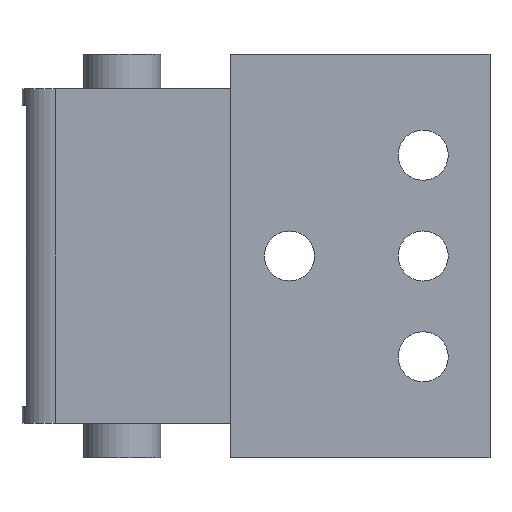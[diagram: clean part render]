
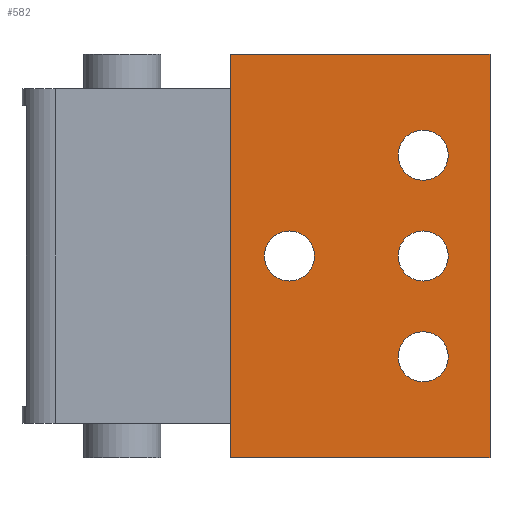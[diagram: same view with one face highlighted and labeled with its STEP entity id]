
A CAD part, front view. The second image highlights one B-rep face of the part: STEP entity #582.
In plain terms, the highlighted planar face has unit normal (0, -1, 0).
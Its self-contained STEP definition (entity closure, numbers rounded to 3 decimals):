
#3 = CARTESIAN_POINT ( 'NONE',  ( 10., -6., -1.5 ) ) ;
#4 = ORIENTED_EDGE ( 'NONE', *, *, #1361, .F. ) ;
#30 = FACE_BOUND ( 'NONE', #677, .T. ) ;
#68 = FACE_BOUND ( 'NONE', #740, .T. ) ;
#79 = DIRECTION ( 'NONE',  ( 0., 1., 0. ) ) ;
#126 = VECTOR ( 'NONE', #1377, 1000. ) ;
#168 = EDGE_LOOP ( 'NONE', ( #850, #1135 ) ) ;
#171 = AXIS2_PLACEMENT_3D ( 'NONE', #876, #1405, #1194 ) ;
#176 = ORIENTED_EDGE ( 'NONE', *, *, #346, .T. ) ;
#195 = LINE ( 'NONE', #958, #126 ) ;
#215 = CARTESIAN_POINT ( 'NONE',  ( 22., -6., -12.065 ) ) ;
#221 = DIRECTION ( 'NONE',  ( 0., 0., 1. ) ) ;
#235 = ORIENTED_EDGE ( 'NONE', *, *, #875, .T. ) ;
#248 = ORIENTED_EDGE ( 'NONE', *, *, #514, .F. ) ;
#250 = ORIENTED_EDGE ( 'NONE', *, *, #741, .T. ) ;
#257 = ORIENTED_EDGE ( 'NONE', *, *, #799, .T. ) ;
#258 = CARTESIAN_POINT ( 'NONE',  ( 10., -6., 0. ) ) ;
#263 = AXIS2_PLACEMENT_3D ( 'NONE', #387, #1285, #629 ) ;
#279 = ORIENTED_EDGE ( 'NONE', *, *, #849, .T. ) ;
#288 = CIRCLE ( 'NONE', #171, 1.5 ) ;
#295 = VERTEX_POINT ( 'NONE', #954 ) ;
#305 = CARTESIAN_POINT ( 'NONE',  ( 22., -6., 12.065 ) ) ;
#331 = DIRECTION ( 'NONE',  ( 0., 1., 0. ) ) ;
#335 = CIRCLE ( 'NONE', #417, 1.5 ) ;
#346 = EDGE_CURVE ( 'NONE', #779, #295, #584, .T. ) ;
#349 = DIRECTION ( 'NONE',  ( 1., 0., 0. ) ) ;
#364 = VERTEX_POINT ( 'NONE', #710 ) ;
#367 = VERTEX_POINT ( 'NONE', #1263 ) ;
#376 = DIRECTION ( 'NONE',  ( 0., 1., 0. ) ) ;
#387 = CARTESIAN_POINT ( 'NONE',  ( 18., -6., 6.033 ) ) ;
#403 = VERTEX_POINT ( 'NONE', #860 ) ;
#415 = PLANE ( 'NONE',  #824 ) ;
#417 = AXIS2_PLACEMENT_3D ( 'NONE', #1041, #1349, #467 ) ;
#425 = CIRCLE ( 'NONE', #793, 1.5 ) ;
#434 = CARTESIAN_POINT ( 'NONE',  ( 18., -6., 0. ) ) ;
#436 = VECTOR ( 'NONE', #732, 1000. ) ;
#438 = ORIENTED_EDGE ( 'NONE', *, *, #1053, .T. ) ;
#450 = VERTEX_POINT ( 'NONE', #851 ) ;
#457 = EDGE_CURVE ( 'NONE', #364, #1372, #1282, .T. ) ;
#466 = VERTEX_POINT ( 'NONE', #493 ) ;
#467 = DIRECTION ( 'NONE',  ( 0., 0., 1. ) ) ;
#470 = CARTESIAN_POINT ( 'NONE',  ( 22., -6., -12.065 ) ) ;
#484 = ORIENTED_EDGE ( 'NONE', *, *, #1400, .T. ) ;
#485 = AXIS2_PLACEMENT_3D ( 'NONE', #434, #1218, #664 ) ;
#493 = CARTESIAN_POINT ( 'NONE',  ( 6.5, -6., 12.065 ) ) ;
#514 = EDGE_CURVE ( 'NONE', #403, #867, #1044, .T. ) ;
#551 = CARTESIAN_POINT ( 'NONE',  ( 18., -6., -4.533 ) ) ;
#582 = ADVANCED_FACE ( 'NONE', ( #68, #902, #1229, #30, #595 ), #415, .F. ) ;
#584 = CIRCLE ( 'NONE', #1039, 1.5 ) ;
#593 = DIRECTION ( 'NONE',  ( 0., 0., 1. ) ) ;
#595 = FACE_OUTER_BOUND ( 'NONE', #1419, .T. ) ;
#598 = EDGE_CURVE ( 'NONE', #1372, #364, #288, .T. ) ;
#619 = LINE ( 'NONE', #215, #1211 ) ;
#623 = CARTESIAN_POINT ( 'NONE',  ( 22., -6., 12.065 ) ) ;
#629 = DIRECTION ( 'NONE',  ( 0., 0., 1. ) ) ;
#664 = DIRECTION ( 'NONE',  ( 0., 0., 1. ) ) ;
#677 = EDGE_LOOP ( 'NONE', ( #438, #235 ) ) ;
#701 = VERTEX_POINT ( 'NONE', #551 ) ;
#710 = CARTESIAN_POINT ( 'NONE',  ( 18., -6., 7.533 ) ) ;
#732 = DIRECTION ( 'NONE',  ( 0., 0., -1. ) ) ;
#740 = EDGE_LOOP ( 'NONE', ( #279, #176 ) ) ;
#741 = EDGE_CURVE ( 'NONE', #450, #869, #1200, .T. ) ;
#761 = CARTESIAN_POINT ( 'NONE',  ( 18., -6., 0. ) ) ;
#765 = CARTESIAN_POINT ( 'NONE',  ( 18., -6., 1.5 ) ) ;
#768 = DIRECTION ( 'NONE',  ( 0., 0., 1. ) ) ;
#777 = CIRCLE ( 'NONE', #1166, 1.5 ) ;
#779 = VERTEX_POINT ( 'NONE', #3 ) ;
#793 = AXIS2_PLACEMENT_3D ( 'NONE', #1109, #331, #221 ) ;
#799 = EDGE_CURVE ( 'NONE', #367, #867, #619, .T. ) ;
#815 = DIRECTION ( 'NONE',  ( 0., 0., -1. ) ) ;
#817 = EDGE_LOOP ( 'NONE', ( #484, #250 ) ) ;
#824 = AXIS2_PLACEMENT_3D ( 'NONE', #305, #1401, #1309 ) ;
#849 = EDGE_CURVE ( 'NONE', #295, #779, #335, .T. ) ;
#850 = ORIENTED_EDGE ( 'NONE', *, *, #457, .T. ) ;
#851 = CARTESIAN_POINT ( 'NONE',  ( 18., -6., -1.5 ) ) ;
#860 = CARTESIAN_POINT ( 'NONE',  ( 22., -6., 12.065 ) ) ;
#867 = VERTEX_POINT ( 'NONE', #470 ) ;
#869 = VERTEX_POINT ( 'NONE', #765 ) ;
#875 = EDGE_CURVE ( 'NONE', #1131, #701, #425, .T. ) ;
#876 = CARTESIAN_POINT ( 'NONE',  ( 18., -6., 6.033 ) ) ;
#902 = FACE_BOUND ( 'NONE', #168, .T. ) ;
#907 = DIRECTION ( 'NONE',  ( 0., 1., 0. ) ) ;
#954 = CARTESIAN_POINT ( 'NONE',  ( 10., -6., 1.5 ) ) ;
#958 = CARTESIAN_POINT ( 'NONE',  ( -6., -6., 12.065 ) ) ;
#963 = CARTESIAN_POINT ( 'NONE',  ( 18., -6., -7.533 ) ) ;
#970 = CARTESIAN_POINT ( 'NONE',  ( 18., -6., 4.533 ) ) ;
#992 = LINE ( 'NONE', #1270, #1161 ) ;
#1025 = CARTESIAN_POINT ( 'NONE',  ( 18., -6., -6.033 ) ) ;
#1039 = AXIS2_PLACEMENT_3D ( 'NONE', #258, #376, #593 ) ;
#1041 = CARTESIAN_POINT ( 'NONE',  ( 10., -6., 0. ) ) ;
#1044 = LINE ( 'NONE', #623, #436 ) ;
#1053 = EDGE_CURVE ( 'NONE', #701, #1131, #777, .T. ) ;
#1094 = ORIENTED_EDGE ( 'NONE', *, *, #1124, .T. ) ;
#1109 = CARTESIAN_POINT ( 'NONE',  ( 18., -6., -6.033 ) ) ;
#1122 = DIRECTION ( 'NONE',  ( 0., 0., 1. ) ) ;
#1124 = EDGE_CURVE ( 'NONE', #466, #367, #992, .T. ) ;
#1131 = VERTEX_POINT ( 'NONE', #963 ) ;
#1135 = ORIENTED_EDGE ( 'NONE', *, *, #598, .T. ) ;
#1161 = VECTOR ( 'NONE', #815, 1000. ) ;
#1166 = AXIS2_PLACEMENT_3D ( 'NONE', #1025, #907, #1122 ) ;
#1194 = DIRECTION ( 'NONE',  ( 0., 0., 1. ) ) ;
#1200 = CIRCLE ( 'NONE', #485, 1.5 ) ;
#1211 = VECTOR ( 'NONE', #349, 1000. ) ;
#1218 = DIRECTION ( 'NONE',  ( 0., 1., 0. ) ) ;
#1229 = FACE_BOUND ( 'NONE', #817, .T. ) ;
#1263 = CARTESIAN_POINT ( 'NONE',  ( 6.5, -6., -12.065 ) ) ;
#1270 = CARTESIAN_POINT ( 'NONE',  ( 6.5, -6., 10. ) ) ;
#1282 = CIRCLE ( 'NONE', #263, 1.5 ) ;
#1284 = AXIS2_PLACEMENT_3D ( 'NONE', #761, #79, #768 ) ;
#1285 = DIRECTION ( 'NONE',  ( 0., 1., 0. ) ) ;
#1309 = DIRECTION ( 'NONE',  ( -1., 0., 0. ) ) ;
#1349 = DIRECTION ( 'NONE',  ( 0., 1., 0. ) ) ;
#1361 = EDGE_CURVE ( 'NONE', #466, #403, #195, .T. ) ;
#1372 = VERTEX_POINT ( 'NONE', #970 ) ;
#1377 = DIRECTION ( 'NONE',  ( 1., 0., 0. ) ) ;
#1400 = EDGE_CURVE ( 'NONE', #869, #450, #1435, .T. ) ;
#1401 = DIRECTION ( 'NONE',  ( 0., 1., 0. ) ) ;
#1405 = DIRECTION ( 'NONE',  ( 0., 1., 0. ) ) ;
#1419 = EDGE_LOOP ( 'NONE', ( #1094, #257, #248, #4 ) ) ;
#1435 = CIRCLE ( 'NONE', #1284, 1.5 ) ;
